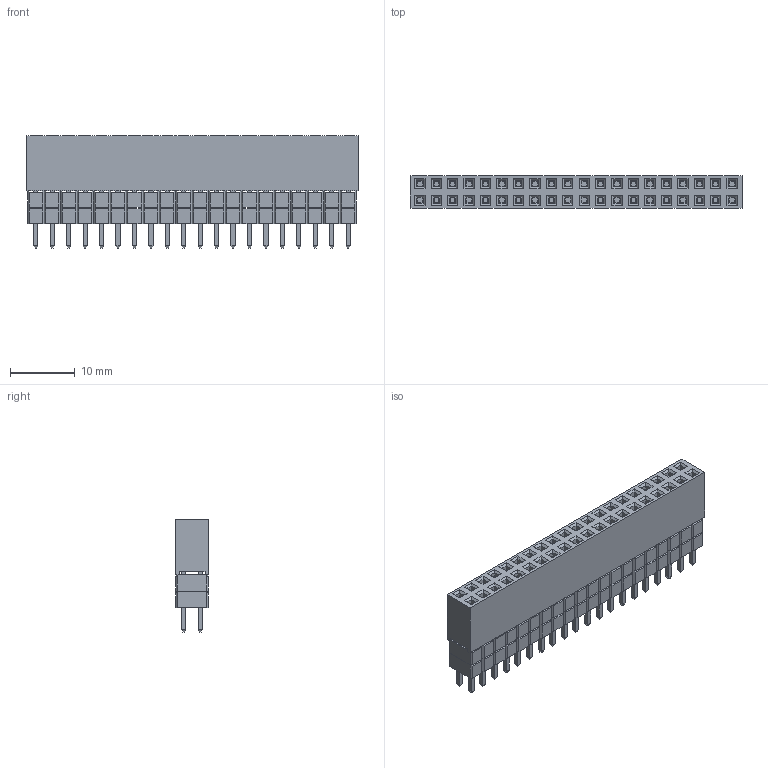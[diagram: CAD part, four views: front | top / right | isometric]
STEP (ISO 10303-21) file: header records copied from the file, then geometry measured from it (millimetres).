
FILE_DESCRIPTION(('HOOPS Exchange Step'),'2;1');
FILE_NAME('temp_export','2022-09-23T10:58:20+02:00',('mobile'),('Shapr3D Limited'),'HOOPS Exchange 2022.1','Shapr3D','Authorized');
FILE_SCHEMA( ('AP203_CONFIGURATION_CONTROLLED_3D_DESIGN_OF_MECHANICAL_PARTS_AND_ASSEMBLIES_MIM_LF') );
Length unit declared in the file: millimetre
Products named in the file (4): Upper Part:1; Pin Header - RaspberryPi - Stacking - Male - 2.54mm v1:1; Adafruit_1992.step; root
Assembly tree (3 placements, depth 4):
  root
    Adafruit_1992.step
      Pin Header - RaspberryPi - Stacking - Male - 2.54mm v1:1
        Upper Part:1
Bounding box: 51.3 x 5.08 x 17.39 mm (x, y, z)
Volume: 3149.7 mm3; surface area: 6710.6 mm2
Topology: 3 solids, 3 shells, 2018 faces, 5076 edges, 3224 vertices
Faces by surface type: plane 2018
Entity records: 59159 total; most frequent: CARTESIAN_POINT 10322, ORIENTED_EDGE 10152, DIRECTION 9120, VECTOR 5076, LINE 5076, EDGE_CURVE 5076, VERTEX_POINT 3224, EDGE_LOOP 2258
